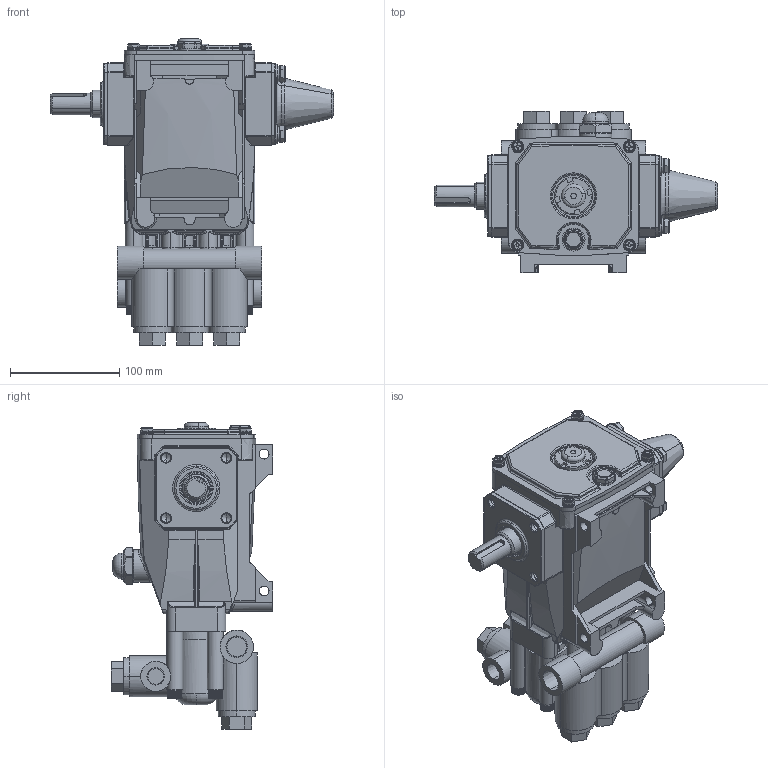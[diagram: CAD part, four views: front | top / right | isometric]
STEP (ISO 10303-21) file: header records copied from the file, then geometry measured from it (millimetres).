
FILE_DESCRIPTION (( 'STEP AP203' ), '1' );
FILE_NAME ('5cp6190.STEP', '2011-08-10T20:50:24', ( 'it' ), ( '' ), 'SwSTEP 2.0', 'SolidWorks 2011', '' );
FILE_SCHEMA (( 'CONFIG_CONTROL_DESIGN' ));
Length unit declared in the file: millimetre
Products named in the file (1): 5cp6190
Bounding box: 258.5 x 147.71 x 279.69 mm (x, y, z)
Volume: 1655973.3 mm3; surface area: 421446.7 mm2
Topology: 18 solids, 34 shells, 4735 faces, 13608 edges, 8852 vertices
Faces by surface type: plane 2704, cylinder 1147, bspline 405, torus 297, cone 163, sphere 19
Entity records: 347425 total; most frequent: CARTESIAN_POINT 230343, ORIENTED_EDGE 27116, DIRECTION 21759, EDGE_CURVE 13558, VERTEX_POINT 8842, AXIS2_PLACEMENT_3D 7827, LINE 6105, VECTOR 6105
